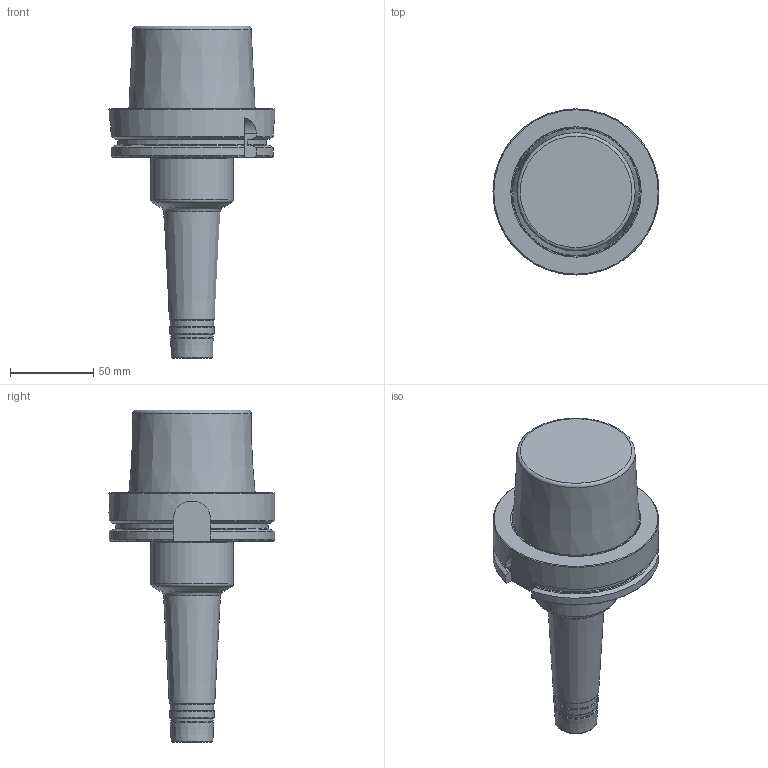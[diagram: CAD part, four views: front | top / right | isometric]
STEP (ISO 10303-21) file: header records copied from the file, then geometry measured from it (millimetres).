
FILE_DESCRIPTION(/* description */ (''),/* implementation_level */ '2;1');
FILE_NAME(/* name */ 'HSKA100-HCS12-150.stp',/* time_stamp */ '2023-01-23T11:24:38+06:00',/* author */ (''),/* organization */ (''),/* preprocessor_version */ 'ST-DEVELOPER v16.7',/* originating_system */ 'SIEMENS PLM Software NX 12.0',/* authorisation */ '');
FILE_SCHEMA (('AUTOMOTIVE_DESIGN { 1 0 10303 214 3 1 1 1 }'));
Length unit declared in the file: millimetre
Products named in the file (1): inpu28D895A7xc2y
Bounding box: 100 x 100 x 200 mm (x, y, z)
Volume: 513055.4 mm3; surface area: 59746.2 mm2
Topology: 1 solids, 3 shells, 90 faces, 262 edges, 193 vertices
Faces by surface type: plane 27, torus 25, cone 20, cylinder 18
Full cylindrical faces by diameter (mm): 8.917 x1, 10 x1, 12 x1, 12.6 x1, 25 x1, 50 x1, 53 x1, 100 x1
Entity records: 3433 total; most frequent: CARTESIAN_POINT 881, DIRECTION 558, ORIENTED_EDGE 514, EDGE_CURVE 257, AXIS2_PLACEMENT_3D 243, VERTEX_POINT 185, CIRCLE 149, EDGE_LOOP 101
